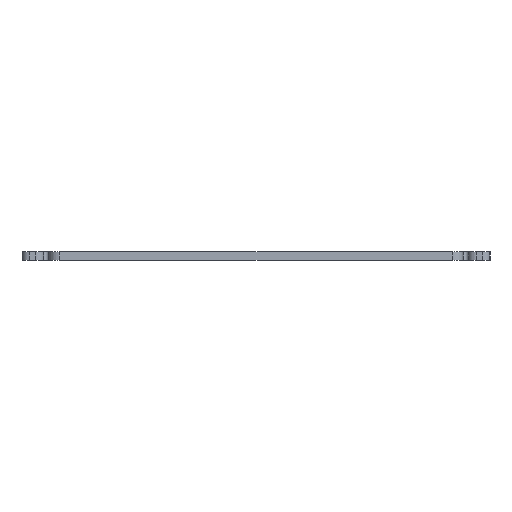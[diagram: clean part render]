
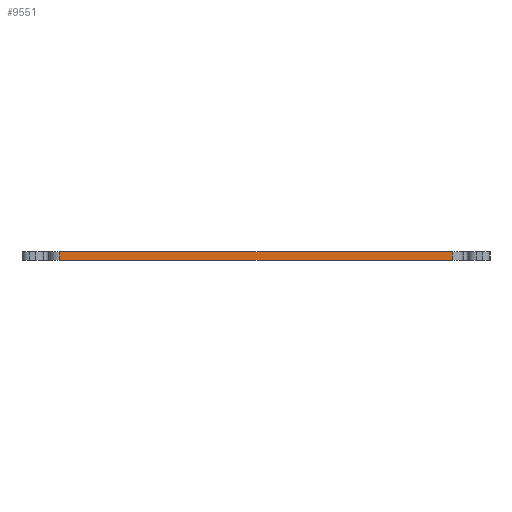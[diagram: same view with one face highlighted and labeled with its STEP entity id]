
A CAD part, left-side view. The second image highlights one B-rep face of the part: STEP entity #9551.
In plain terms, the highlighted planar face has unit normal (-1, 0, 0).
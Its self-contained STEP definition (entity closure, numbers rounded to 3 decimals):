
#353=PLANE('',#10481);
#807=FACE_OUTER_BOUND('',#1275,.T.);
#1275=EDGE_LOOP('',(#7831,#7832,#7833,#7834));
#2295=LINE('',#15982,#3217);
#2296=LINE('',#15985,#3218);
#2297=LINE('',#15987,#3219);
#2298=LINE('',#15988,#3220);
#3217=VECTOR('',#13179,10.);
#3218=VECTOR('',#13182,10.);
#3219=VECTOR('',#13183,10.);
#3220=VECTOR('',#13184,10.);
#4625=VERTEX_POINT('',#15978);
#4626=VERTEX_POINT('',#15980);
#4627=VERTEX_POINT('',#15984);
#4628=VERTEX_POINT('',#15986);
#5995=EDGE_CURVE('',#4625,#4626,#2295,.T.);
#5996=EDGE_CURVE('',#4625,#4627,#2296,.T.);
#5997=EDGE_CURVE('',#4628,#4626,#2297,.T.);
#5998=EDGE_CURVE('',#4627,#4628,#2298,.T.);
#7831=ORIENTED_EDGE('',*,*,#5996,.F.);
#7832=ORIENTED_EDGE('',*,*,#5995,.T.);
#7833=ORIENTED_EDGE('',*,*,#5997,.F.);
#7834=ORIENTED_EDGE('',*,*,#5998,.F.);
#9551=ADVANCED_FACE('',(#807),#353,.T.);
#10481=AXIS2_PLACEMENT_3D('',#15983,#13180,#13181);
#13179=DIRECTION('',(0.,0.,-1.));
#13180=DIRECTION('center_axis',(-1.,0.,0.));
#13181=DIRECTION('ref_axis',(0.,1.,0.));
#13182=DIRECTION('',(0.,-1.,0.));
#13183=DIRECTION('',(0.,1.,0.));
#13184=DIRECTION('',(0.,0.,-1.));
#15978=CARTESIAN_POINT('',(0.15,-1.25,6.6));
#15980=CARTESIAN_POINT('',(0.15,-1.25,5.));
#15982=CARTESIAN_POINT('',(0.15,-1.25,6.6));
#15983=CARTESIAN_POINT('Origin',(0.15,-74.95,6.6));
#15984=CARTESIAN_POINT('',(0.15,-74.95,6.6));
#15985=CARTESIAN_POINT('',(0.15,-1.25,6.6));
#15986=CARTESIAN_POINT('',(0.15,-74.95,5.));
#15987=CARTESIAN_POINT('',(0.15,-1.25,5.));
#15988=CARTESIAN_POINT('',(0.15,-74.95,6.6));
